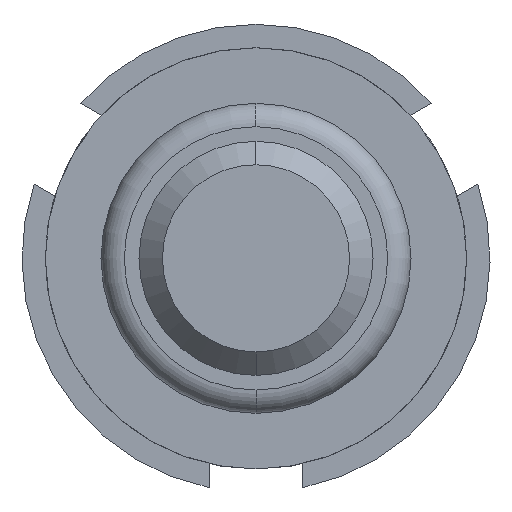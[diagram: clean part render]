
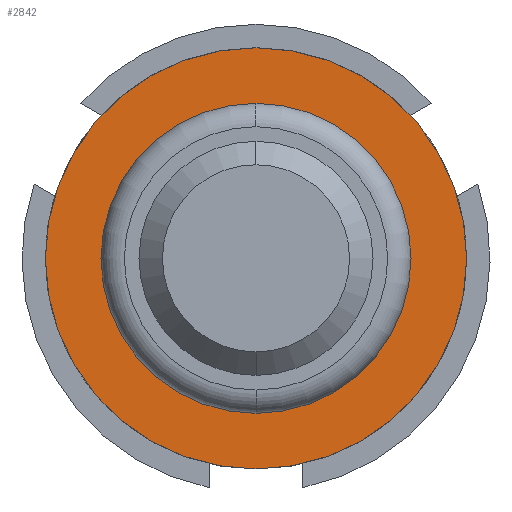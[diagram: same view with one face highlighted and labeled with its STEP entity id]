
A CAD part, front view. The second image highlights one B-rep face of the part: STEP entity #2842.
In plain terms, the highlighted planar face has unit normal (0, -1, 0).
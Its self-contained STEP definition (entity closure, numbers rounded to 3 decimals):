
#56 = CIRCLE ( 'NONE', #4398, 1.8 ) ;
#59 = CARTESIAN_POINT ( 'NONE',  ( 0., -1.8, -1.325 ) ) ;
#228 = CARTESIAN_POINT ( 'NONE',  ( 0., -1.8, 0. ) ) ;
#654 = EDGE_LOOP ( 'NONE', ( #4363, #986 ) ) ;
#722 = DIRECTION ( 'NONE',  ( 0., 0., 1. ) ) ;
#806 = EDGE_CURVE ( 'Defeature ausgef�hrt3_12+Defeature ausgef�hrt3_13+Defeature ausgef�hrt3_13+Defeature ausgef�hrt3_13', #1915, #3753, #1873, .T. ) ;
#848 = VERTEX_POINT ( 'NONE', #1806 ) ;
#904 = AXIS2_PLACEMENT_3D ( 'NONE', #2064, #3032, #1243 ) ;
#980 = EDGE_CURVE ( 'Defeature ausgef�hrt3_13+Defeature ausgef�hrt3_14+Defeature ausgef�hrt3_14+Defeature ausgef�hrt3_14', #1499, #848, #1125, .T. ) ;
#986 = ORIENTED_EDGE ( 'NONE', *, *, #806, .F. ) ;
#1125 = CIRCLE ( 'NONE', #4004, 1.325 ) ;
#1243 = DIRECTION ( 'NONE',  ( 0., 0., 1. ) ) ;
#1398 = ORIENTED_EDGE ( 'NONE', *, *, #980, .T. ) ;
#1438 = CIRCLE ( 'NONE', #2410, 1.325 ) ;
#1499 = VERTEX_POINT ( 'NONE', #59 ) ;
#1630 = DIRECTION ( 'NONE',  ( 0., 1., 0. ) ) ;
#1691 = CARTESIAN_POINT ( 'NONE',  ( 0., -1.8, -1.8 ) ) ;
#1806 = CARTESIAN_POINT ( 'NONE',  ( 0., -1.8, 1.325 ) ) ;
#1873 = CIRCLE ( 'NONE', #904, 1.8 ) ;
#1915 = VERTEX_POINT ( 'NONE', #1691 ) ;
#2064 = CARTESIAN_POINT ( 'NONE',  ( 0., -1.8, 0. ) ) ;
#2301 = DIRECTION ( 'NONE',  ( 0., 0., 1. ) ) ;
#2410 = AXIS2_PLACEMENT_3D ( 'NONE', #2606, #3267, #3983 ) ;
#2564 = EDGE_CURVE ( 'Defeature ausgef�hrt3_13+Defeature ausgef�hrt3_14+Defeature ausgef�hrt3_14+Defeature ausgef�hrt3_14', #848, #1499, #1438, .T. ) ;
#2606 = CARTESIAN_POINT ( 'NONE',  ( 0., -1.8, 0. ) ) ;
#2607 = EDGE_LOOP ( 'NONE', ( #4483, #1398 ) ) ;
#2842 = ADVANCED_FACE ( 'Defeature ausgef�hrt3_13', ( #3935, #3199 ), #3917, .F. ) ;
#3032 = DIRECTION ( 'NONE',  ( 0., 1., 0. ) ) ;
#3199 = FACE_BOUND ( 'NONE', #2607, .T. ) ;
#3267 = DIRECTION ( 'NONE',  ( 0., 1., 0. ) ) ;
#3316 = DIRECTION ( 'NONE',  ( 0., 0., 1. ) ) ;
#3441 = AXIS2_PLACEMENT_3D ( 'NONE', #3588, #3954, #722 ) ;
#3507 = EDGE_CURVE ( 'Defeature ausgef�hrt3_12+Defeature ausgef�hrt3_13+Defeature ausgef�hrt3_13+Defeature ausgef�hrt3_13', #3753, #1915, #56, .T. ) ;
#3588 = CARTESIAN_POINT ( 'NONE',  ( 1.8, -1.8, 0. ) ) ;
#3753 = VERTEX_POINT ( 'NONE', #4286 ) ;
#3917 = PLANE ( 'NONE',  #3441 ) ;
#3935 = FACE_OUTER_BOUND ( 'NONE', #654, .T. ) ;
#3954 = DIRECTION ( 'NONE',  ( 0., 1., 0. ) ) ;
#3983 = DIRECTION ( 'NONE',  ( 0., 0., 1. ) ) ;
#4004 = AXIS2_PLACEMENT_3D ( 'NONE', #228, #1630, #3316 ) ;
#4029 = DIRECTION ( 'NONE',  ( 0., 1., 0. ) ) ;
#4074 = CARTESIAN_POINT ( 'NONE',  ( 0., -1.8, 0. ) ) ;
#4286 = CARTESIAN_POINT ( 'NONE',  ( 0., -1.8, 1.8 ) ) ;
#4363 = ORIENTED_EDGE ( 'NONE', *, *, #3507, .F. ) ;
#4398 = AXIS2_PLACEMENT_3D ( 'NONE', #4074, #4029, #2301 ) ;
#4483 = ORIENTED_EDGE ( 'NONE', *, *, #2564, .T. ) ;
